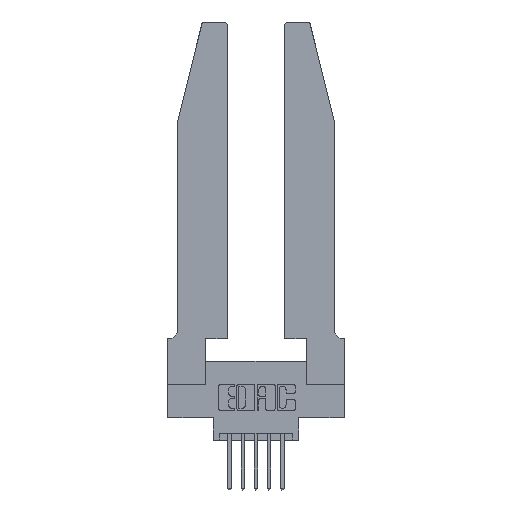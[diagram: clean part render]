
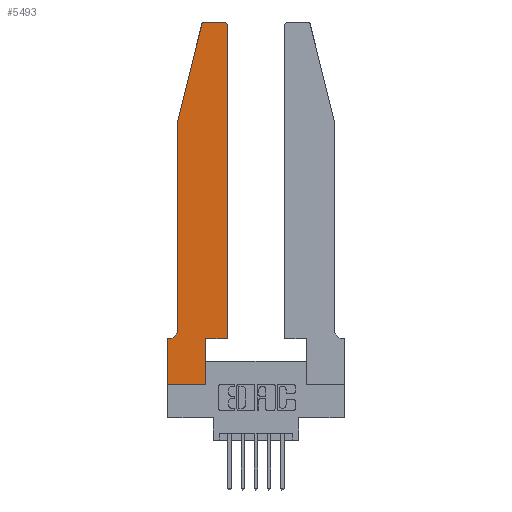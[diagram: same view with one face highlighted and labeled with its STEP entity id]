
A CAD part, top view. The second image highlights one B-rep face of the part: STEP entity #5493.
In plain terms, the highlighted planar face has unit normal (0, 0, 1).
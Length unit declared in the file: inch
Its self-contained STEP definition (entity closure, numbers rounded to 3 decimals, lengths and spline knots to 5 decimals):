
#279 = AXIS2_PLACEMENT_3D ( 'NONE', #5187, #982, #11382 ) ;
#339 = CARTESIAN_POINT ( 'NONE',  ( 0., 0., 0.37 ) ) ;
#474 = DIRECTION ( 'NONE',  ( -0.239, -0.971, 0. ) ) ;
#616 = CARTESIAN_POINT ( 'NONE',  ( 0., 0., 0.37 ) ) ;
#692 = CARTESIAN_POINT ( 'NONE',  ( 0.4205, 2.75, 0.37 ) ) ;
#698 = VERTEX_POINT ( 'NONE', #13059 ) ;
#716 = VECTOR ( 'NONE', #1155, 39.37008 ) ;
#733 = CARTESIAN_POINT ( 'NONE',  ( 0.0755, 0.35, 0.37 ) ) ;
#856 = EDGE_CURVE ( 'NONE', #9970, #4599, #8893, .T. ) ;
#959 = CARTESIAN_POINT ( 'NONE',  ( 0., 0.35, 0.37 ) ) ;
#982 = DIRECTION ( 'NONE',  ( 0., 0., -1. ) ) ;
#1123 = ORIENTED_EDGE ( 'NONE', *, *, #1316, .T. ) ;
#1155 = DIRECTION ( 'NONE',  ( -1., 0., 0. ) ) ;
#1316 = EDGE_CURVE ( 'NONE', #9014, #5987, #7211, .T. ) ;
#1529 = DIRECTION ( 'NONE',  ( 0., -1., 0. ) ) ;
#1622 = VECTOR ( 'NONE', #2161, 39.37008 ) ;
#1782 = CARTESIAN_POINT ( 'NONE',  ( 0.0055, 0.35, 0.37 ) ) ;
#1806 = CARTESIAN_POINT ( 'NONE',  ( 0., 0.35, 0.37 ) ) ;
#2047 = FACE_OUTER_BOUND ( 'NONE', #10338, .T. ) ;
#2150 = ORIENTED_EDGE ( 'NONE', *, *, #6031, .T. ) ;
#2161 = DIRECTION ( 'NONE',  ( 1., 0., 0. ) ) ;
#2340 = CARTESIAN_POINT ( 'NONE',  ( 0.4205, 2.72, 0.37 ) ) ;
#2365 = VERTEX_POINT ( 'NONE', #10134 ) ;
#2590 = LINE ( 'NONE', #339, #3583 ) ;
#2625 = LINE ( 'NONE', #10334, #11119 ) ;
#2831 = DIRECTION ( 'NONE',  ( 0., 0., 1. ) ) ;
#2873 = DIRECTION ( 'NONE',  ( 1., 0., 0. ) ) ;
#2887 = ORIENTED_EDGE ( 'NONE', *, *, #10762, .T. ) ;
#3167 = VERTEX_POINT ( 'NONE', #8497 ) ;
#3210 = CIRCLE ( 'NONE', #5150, 0.03 ) ;
#3583 = VECTOR ( 'NONE', #7904, 39.37008 ) ;
#3893 = EDGE_CURVE ( 'NONE', #4599, #9845, #2590, .T. ) ;
#4104 = VERTEX_POINT ( 'NONE', #5798 ) ;
#4208 = CARTESIAN_POINT ( 'NONE',  ( 0.4505, 0.35, 0.37 ) ) ;
#4333 = DIRECTION ( 'NONE',  ( 0., 1., 0. ) ) ;
#4366 = LINE ( 'NONE', #733, #12374 ) ;
#4371 = CARTESIAN_POINT ( 'NONE',  ( 0.25487, 2.72718, 0.37 ) ) ;
#4380 = LINE ( 'NONE', #11917, #9689 ) ;
#4501 = ORIENTED_EDGE ( 'NONE', *, *, #10173, .T. ) ;
#4599 = VERTEX_POINT ( 'NONE', #10044 ) ;
#4701 = CARTESIAN_POINT ( 'NONE',  ( 0.0755, 0.42, 0.37 ) ) ;
#4839 = EDGE_CURVE ( 'NONE', #9845, #3167, #11562, .T. ) ;
#4847 = DIRECTION ( 'NONE',  ( 1., 0., 0. ) ) ;
#4860 = CARTESIAN_POINT ( 'NONE',  ( 0.2865, 0., 0.37 ) ) ;
#4880 = CIRCLE ( 'NONE', #8529, 0.03 ) ;
#5124 = CARTESIAN_POINT ( 'NONE',  ( 0.284, 2.72, 0.37 ) ) ;
#5150 = AXIS2_PLACEMENT_3D ( 'NONE', #2340, #10840, #4847 ) ;
#5187 = CARTESIAN_POINT ( 'NONE',  ( 0.0055, 0.42, 0.37 ) ) ;
#5493 = ADVANCED_FACE ( 'NONE', ( #2047 ), #6040, .T. ) ;
#5499 = CARTESIAN_POINT ( 'NONE',  ( 0.0755, 2., 0.37 ) ) ;
#5571 = CARTESIAN_POINT ( 'NONE',  ( 0.2865, 0.35, 0.37 ) ) ;
#5608 = LINE ( 'NONE', #4208, #1622 ) ;
#5798 = CARTESIAN_POINT ( 'NONE',  ( 0.4505, 2.72, 0.37 ) ) ;
#5823 = VERTEX_POINT ( 'NONE', #4371 ) ;
#5987 = VERTEX_POINT ( 'NONE', #1782 ) ;
#6024 = VERTEX_POINT ( 'NONE', #692 ) ;
#6031 = EDGE_CURVE ( 'NONE', #6024, #2365, #9856, .T. ) ;
#6040 = PLANE ( 'NONE',  #13061 ) ;
#6060 = VECTOR ( 'NONE', #1529, 39.37008 ) ;
#6066 = CARTESIAN_POINT ( 'NONE',  ( 0.2605, 2.75, 0.37 ) ) ;
#6241 = DIRECTION ( 'NONE',  ( 0., 0., 1. ) ) ;
#6340 = DIRECTION ( 'NONE',  ( 0., 1., 0. ) ) ;
#6346 = VECTOR ( 'NONE', #8566, 39.37008 ) ;
#7211 = CIRCLE ( 'NONE', #279, 0.07 ) ;
#7338 = ORIENTED_EDGE ( 'NONE', *, *, #11898, .T. ) ;
#7363 = ORIENTED_EDGE ( 'NONE', *, *, #10214, .T. ) ;
#7904 = DIRECTION ( 'NONE',  ( 1., 0., 0. ) ) ;
#7971 = ORIENTED_EDGE ( 'NONE', *, *, #856, .T. ) ;
#8107 = DIRECTION ( 'NONE',  ( -1., 0., 0. ) ) ;
#8227 = ORIENTED_EDGE ( 'NONE', *, *, #4839, .T. ) ;
#8497 = CARTESIAN_POINT ( 'NONE',  ( 0.2865, 0.35, 0.37 ) ) ;
#8509 = ORIENTED_EDGE ( 'NONE', *, *, #3893, .T. ) ;
#8529 = AXIS2_PLACEMENT_3D ( 'NONE', #5124, #6241, #10568 ) ;
#8566 = DIRECTION ( 'NONE',  ( 0., -1., 0. ) ) ;
#8677 = LINE ( 'NONE', #5499, #6346 ) ;
#8893 = LINE ( 'NONE', #616, #6060 ) ;
#9014 = VERTEX_POINT ( 'NONE', #4701 ) ;
#9689 = VECTOR ( 'NONE', #474, 39.37008 ) ;
#9845 = VERTEX_POINT ( 'NONE', #4860 ) ;
#9856 = LINE ( 'NONE', #6066, #716 ) ;
#9880 = VECTOR ( 'NONE', #4333, 39.37008 ) ;
#9963 = EDGE_CURVE ( 'NONE', #2365, #5823, #4880, .T. ) ;
#9970 = VERTEX_POINT ( 'NONE', #959 ) ;
#9976 = CARTESIAN_POINT ( 'NONE',  ( 0.0755, 2., 0.37 ) ) ;
#10044 = CARTESIAN_POINT ( 'NONE',  ( 0., 0., 0.37 ) ) ;
#10134 = CARTESIAN_POINT ( 'NONE',  ( 0.284, 2.75, 0.37 ) ) ;
#10173 = EDGE_CURVE ( 'NONE', #4104, #6024, #3210, .T. ) ;
#10214 = EDGE_CURVE ( 'NONE', #5823, #11961, #4380, .T. ) ;
#10334 = CARTESIAN_POINT ( 'NONE',  ( 0.4505, 0.35, 0.37 ) ) ;
#10338 = EDGE_LOOP ( 'NONE', ( #2150, #11839, #7363, #2887, #1123, #13546, #7971, #8509, #8227, #11962, #7338, #4501 ) ) ;
#10409 = EDGE_CURVE ( 'NONE', #5987, #9970, #4366, .T. ) ;
#10568 = DIRECTION ( 'NONE',  ( 1., 0., 0. ) ) ;
#10762 = EDGE_CURVE ( 'NONE', #11961, #9014, #8677, .T. ) ;
#10840 = DIRECTION ( 'NONE',  ( 0., 0., 1. ) ) ;
#11119 = VECTOR ( 'NONE', #6340, 39.37008 ) ;
#11382 = DIRECTION ( 'NONE',  ( -1., 0., 0. ) ) ;
#11562 = LINE ( 'NONE', #5571, #9880 ) ;
#11839 = ORIENTED_EDGE ( 'NONE', *, *, #9963, .T. ) ;
#11898 = EDGE_CURVE ( 'NONE', #698, #4104, #2625, .T. ) ;
#11917 = CARTESIAN_POINT ( 'NONE',  ( 0.0755, 2., 0.37 ) ) ;
#11961 = VERTEX_POINT ( 'NONE', #9976 ) ;
#11962 = ORIENTED_EDGE ( 'NONE', *, *, #13732, .T. ) ;
#12374 = VECTOR ( 'NONE', #8107, 39.37008 ) ;
#13059 = CARTESIAN_POINT ( 'NONE',  ( 0.4505, 0.35, 0.37 ) ) ;
#13061 = AXIS2_PLACEMENT_3D ( 'NONE', #1806, #2831, #2873 ) ;
#13546 = ORIENTED_EDGE ( 'NONE', *, *, #10409, .T. ) ;
#13732 = EDGE_CURVE ( 'NONE', #3167, #698, #5608, .T. ) ;
